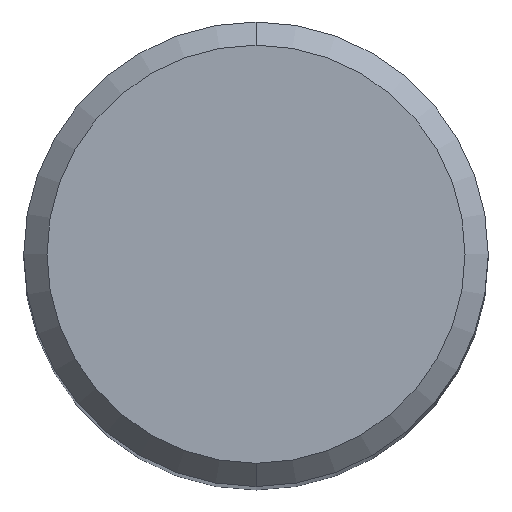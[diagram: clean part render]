
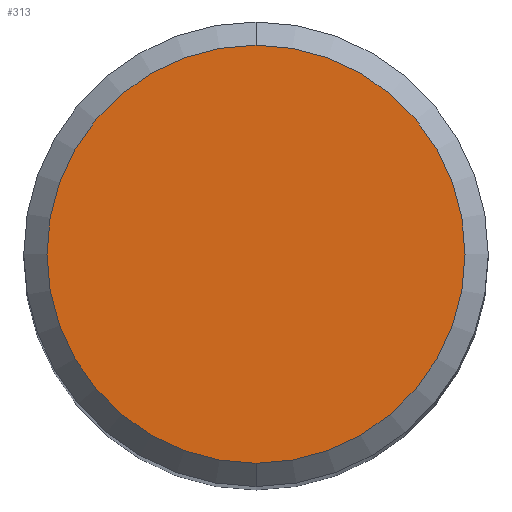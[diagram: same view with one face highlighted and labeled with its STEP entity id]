
A CAD part, top view. The second image highlights one B-rep face of the part: STEP entity #313.
In plain terms, the highlighted planar face has unit normal (0, 0, 1).
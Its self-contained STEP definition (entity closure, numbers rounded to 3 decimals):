
#221=EDGE_CURVE('',#329,#235,#465,.T.);
#235=VERTEX_POINT('',#479);
#313=ADVANCED_FACE('',(#566),#567,.T.);
#329=VERTEX_POINT('',#585);
#341=EDGE_CURVE('',#235,#329,#600,.T.);
#465=CIRCLE('',#738,3.6);
#479=CARTESIAN_POINT('',(0.,-3.6,0.));
#566=FACE_OUTER_BOUND('',#876,.T.);
#567=PLANE('',#877);
#585=CARTESIAN_POINT('',(0.0,3.6,0.));
#600=CIRCLE('',#918,3.6);
#738=AXIS2_PLACEMENT_3D('',#1055,#1056,#1057);
#876=EDGE_LOOP('',(#1177,#1178));
#877=AXIS2_PLACEMENT_3D('',#1179,#1180,#1181);
#918=AXIS2_PLACEMENT_3D('',#1231,#1232,#1233);
#1055=CARTESIAN_POINT('',(0.0,0.0,0.));
#1056=DIRECTION('',(0.0,0.0,-1.0));
#1057=DIRECTION('',(0.0,1.0,0.0));
#1177=ORIENTED_EDGE('',*,*,#221,.F.);
#1178=ORIENTED_EDGE('',*,*,#341,.F.);
#1179=CARTESIAN_POINT('',(0.0,1.8,0.));
#1180=DIRECTION('',(-0.0,0.0,1.0));
#1181=DIRECTION('',(0.0,-1.0,0.0));
#1231=CARTESIAN_POINT('',(0.0,0.0,0.));
#1232=DIRECTION('',(0.0,0.0,-1.0));
#1233=DIRECTION('',(0.0,1.0,0.0));
